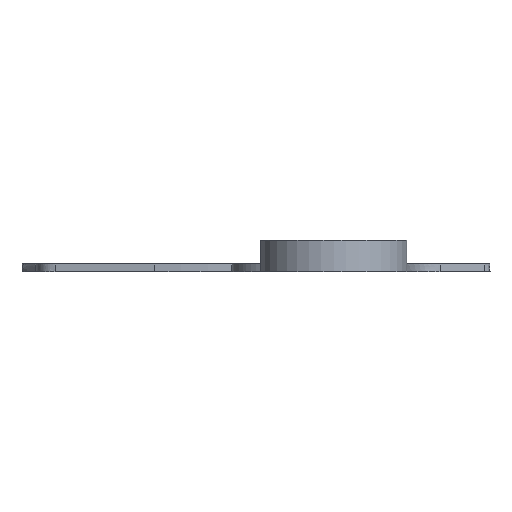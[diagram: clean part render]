
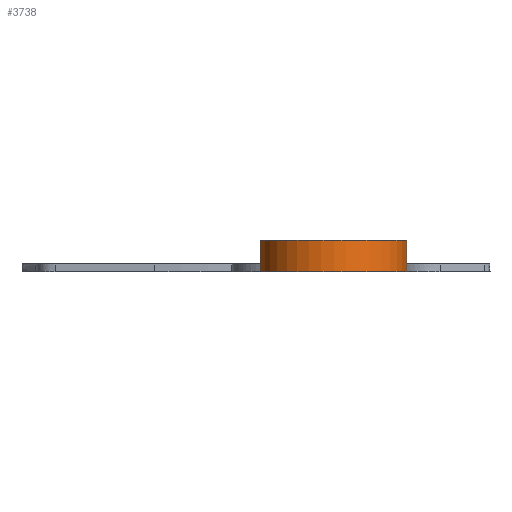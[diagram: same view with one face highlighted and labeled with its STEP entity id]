
A CAD part, left-side view. The second image highlights one B-rep face of the part: STEP entity #3738.
In plain terms, the highlighted cylindrical face has radius 18.45 mm (diameter 36.9 mm), a partial arc.
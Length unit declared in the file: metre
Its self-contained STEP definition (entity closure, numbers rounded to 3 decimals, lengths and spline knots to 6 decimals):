
#418=LINE('',#10029,#596);
#421=LINE('',#10048,#599);
#596=VECTOR('',#4453,1.);
#599=VECTOR('',#4466,1.);
#902=ORIENTED_EDGE('',*,*,#2065,.F.);
#903=ORIENTED_EDGE('',*,*,#2071,.F.);
#904=ORIENTED_EDGE('',*,*,#2072,.F.);
#905=ORIENTED_EDGE('',*,*,#2073,.T.);
#906=ORIENTED_EDGE('',*,*,#2074,.F.);
#2065=EDGE_CURVE('',#2647,#2649,#418,.T.);
#2071=EDGE_CURVE('',#2654,#2647,#2952,.F.);
#2072=EDGE_CURVE('',#2655,#2654,#2953,.F.);
#2073=EDGE_CURVE('',#2655,#2656,#421,.T.);
#2074=EDGE_CURVE('',#2649,#2656,#2954,.T.);
#2647=VERTEX_POINT('',#10027);
#2649=VERTEX_POINT('',#10030);
#2654=VERTEX_POINT('',#10045);
#2655=VERTEX_POINT('',#10047);
#2656=VERTEX_POINT('',#10049);
#2952=CIRCLE('',#3995,0.01845);
#2953=CIRCLE('',#3996,0.01845);
#2954=CIRCLE('',#3997,0.01845);
#3107=EDGE_LOOP('',(#902,#903,#904,#905,#906));
#3393=FACE_BOUND('',#3107,.T.);
#3657=CYLINDRICAL_SURFACE('',#3994,0.01845);
#3738=ADVANCED_FACE('',(#3393),#3657,.T.);
#3994=AXIS2_PLACEMENT_3D('',#10043,#4460,#4461);
#3995=AXIS2_PLACEMENT_3D('',#10044,#4462,#4463);
#3996=AXIS2_PLACEMENT_3D('',#10046,#4464,#4465);
#3997=AXIS2_PLACEMENT_3D('',#10050,#4467,#4468);
#4453=DIRECTION('',(0.,0.,-1.));
#4460=DIRECTION('',(0.,0.,-1.));
#4461=DIRECTION('',(0.,1.,0.));
#4462=DIRECTION('',(0.,0.,-1.));
#4463=DIRECTION('',(-1.,0.,0.));
#4464=DIRECTION('',(0.,0.,-1.));
#4465=DIRECTION('',(-1.,0.,0.));
#4466=DIRECTION('',(0.,0.,-1.));
#4467=DIRECTION('',(0.,0.,-1.));
#4468=DIRECTION('',(0.,1.,0.));
#10027=CARTESIAN_POINT('',(-0.066743,-0.006366,0.006));
#10029=CARTESIAN_POINT('',(-0.066743,-0.006366,0.000002));
#10030=CARTESIAN_POINT('',(-0.066743,-0.006366,-0.002));
#10043=CARTESIAN_POINT('',(-0.066743,0.012084,0.000002));
#10044=CARTESIAN_POINT('',(-0.066743,0.012084,0.006));
#10045=CARTESIAN_POINT('',(-0.085193,0.012084,0.006));
#10046=CARTESIAN_POINT('',(-0.066743,0.012084,0.006));
#10047=CARTESIAN_POINT('',(-0.066743,0.030534,0.006));
#10048=CARTESIAN_POINT('',(-0.066743,0.030534,0.000002));
#10049=CARTESIAN_POINT('',(-0.066743,0.030534,-0.002));
#10050=CARTESIAN_POINT('',(-0.066743,0.012084,-0.002));
